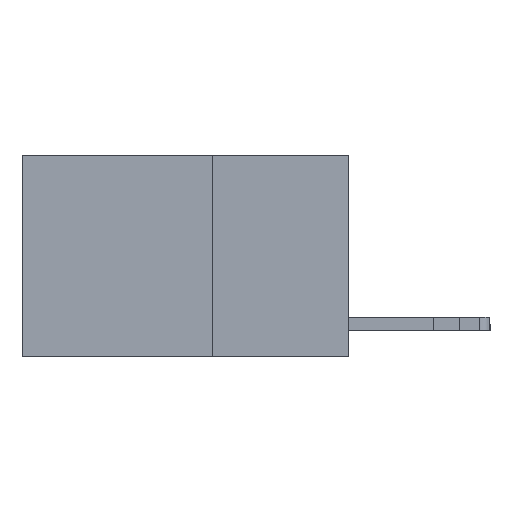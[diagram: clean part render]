
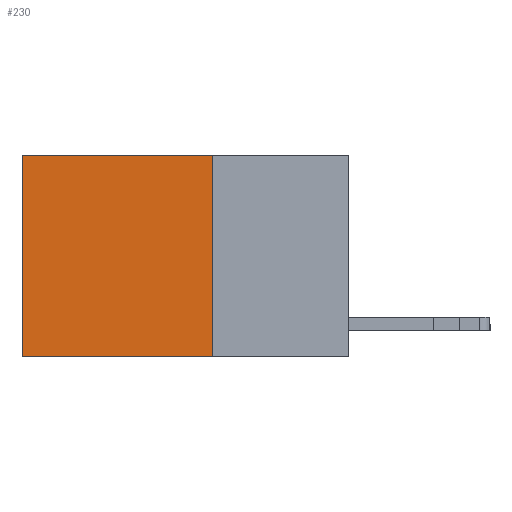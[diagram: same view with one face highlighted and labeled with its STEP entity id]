
A CAD part, left-side view. The second image highlights one B-rep face of the part: STEP entity #230.
In plain terms, the highlighted planar face has unit normal (-1, 0, 0).
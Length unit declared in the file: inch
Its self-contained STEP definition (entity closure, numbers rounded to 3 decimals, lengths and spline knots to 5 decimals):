
#230 = ADVANCED_FACE ( 'NONE', ( #4527 ), #8196, .F. ) ;
#391 = DIRECTION ( 'NONE',  ( 0., 1., 0. ) ) ;
#589 = ORIENTED_EDGE ( 'NONE', *, *, #5093, .T. ) ;
#653 = VERTEX_POINT ( 'NONE', #876 ) ;
#669 = DIRECTION ( 'NONE',  ( 0., 1., 0. ) ) ;
#876 = CARTESIAN_POINT ( 'NONE',  ( 0.2625, 0.25, 0. ) ) ;
#1402 = CARTESIAN_POINT ( 'NONE',  ( 0.2625, 0.25, 0. ) ) ;
#1950 = CARTESIAN_POINT ( 'NONE',  ( 0.2625, 0.25, 0. ) ) ;
#2832 = DIRECTION ( 'NONE',  ( 1., 0., 0. ) ) ;
#3211 = AXIS2_PLACEMENT_3D ( 'NONE', #1950, #2832, #6500 ) ;
#3296 = ORIENTED_EDGE ( 'NONE', *, *, #8229, .T. ) ;
#3468 = VERTEX_POINT ( 'NONE', #4651 ) ;
#3840 = LINE ( 'NONE', #5836, #9712 ) ;
#4065 = DIRECTION ( 'NONE',  ( 0., 0., -1. ) ) ;
#4527 = FACE_OUTER_BOUND ( 'NONE', #10977, .T. ) ;
#4651 = CARTESIAN_POINT ( 'NONE',  ( 0.2625, 0.6, -0.37 ) ) ;
#5093 = EDGE_CURVE ( 'NONE', #653, #6968, #8878, .T. ) ;
#5836 = CARTESIAN_POINT ( 'NONE',  ( 0.2625, 0.6, 0. ) ) ;
#6475 = EDGE_CURVE ( 'NONE', #653, #10406, #7022, .T. ) ;
#6500 = DIRECTION ( 'NONE',  ( 0., 0., -1. ) ) ;
#6594 = LINE ( 'NONE', #6658, #10484 ) ;
#6658 = CARTESIAN_POINT ( 'NONE',  ( 0.2625, 0.25, -0.37 ) ) ;
#6968 = VERTEX_POINT ( 'NONE', #9534 ) ;
#7007 = CARTESIAN_POINT ( 'NONE',  ( 0.2625, 0.25, 0. ) ) ;
#7022 = LINE ( 'NONE', #1402, #10646 ) ;
#7508 = DIRECTION ( 'NONE',  ( 0., 0., -1. ) ) ;
#8001 = ORIENTED_EDGE ( 'NONE', *, *, #6475, .F. ) ;
#8196 = PLANE ( 'NONE',  #3211 ) ;
#8229 = EDGE_CURVE ( 'NONE', #6968, #3468, #3840, .T. ) ;
#8878 = LINE ( 'NONE', #7007, #9453 ) ;
#9453 = VECTOR ( 'NONE', #669, 39.37008 ) ;
#9534 = CARTESIAN_POINT ( 'NONE',  ( 0.2625, 0.6, 0. ) ) ;
#9712 = VECTOR ( 'NONE', #7508, 39.37008 ) ;
#9985 = EDGE_CURVE ( 'NONE', #10406, #3468, #6594, .T. ) ;
#10406 = VERTEX_POINT ( 'NONE', #11288 ) ;
#10484 = VECTOR ( 'NONE', #391, 39.37008 ) ;
#10646 = VECTOR ( 'NONE', #4065, 39.37008 ) ;
#10977 = EDGE_LOOP ( 'NONE', ( #3296, #11855, #8001, #589 ) ) ;
#11288 = CARTESIAN_POINT ( 'NONE',  ( 0.2625, 0.25, -0.37 ) ) ;
#11855 = ORIENTED_EDGE ( 'NONE', *, *, #9985, .F. ) ;
